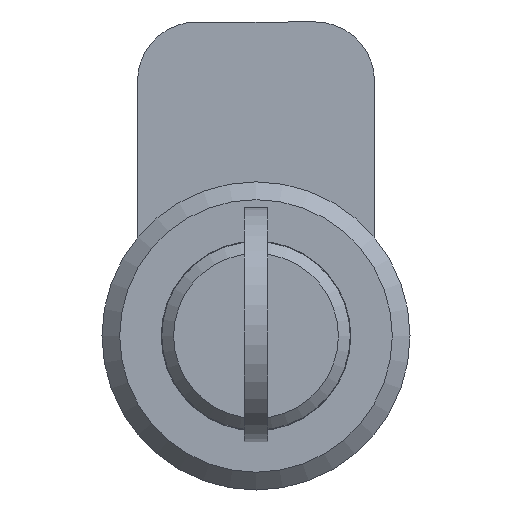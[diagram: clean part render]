
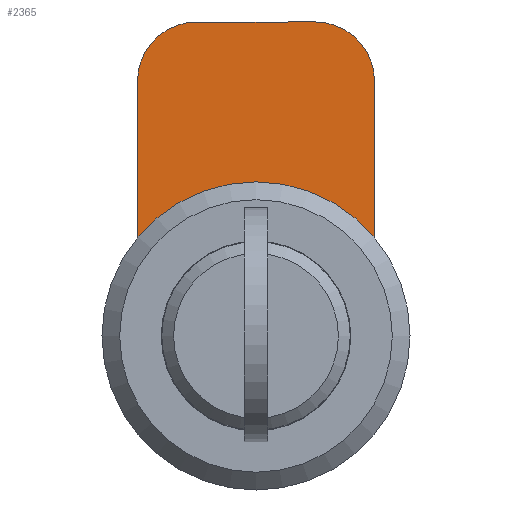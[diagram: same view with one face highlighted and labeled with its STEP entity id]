
A CAD part, front view. The second image highlights one B-rep face of the part: STEP entity #2365.
In plain terms, the highlighted planar face has unit normal (0, -1, 0).
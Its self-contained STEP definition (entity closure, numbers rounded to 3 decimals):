
#1984=CARTESIAN_POINT('',(4.678,-3.0,-2.532));
#1985=VERTEX_POINT('',#1984);
#1992=CARTESIAN_POINT('',(7.28,-3.0,-3.55));
#1993=VERTEX_POINT('',#1992);
#1994=CARTESIAN_POINT('',(5.78,-3.0,-3.55));
#1995=DIRECTION('',(0.0,1.0,0.0));
#1996=DIRECTION('',(-1.0,0.0,0.0));
#1997=AXIS2_PLACEMENT_3D('',#1994,#1995,#1996);
#1998=CIRCLE('',#1997,1.5);
#1999=EDGE_CURVE('',#1993,#1985,#1998,.T.);
#2024=CARTESIAN_POINT('',(4.678,-3.0,2.532));
#2025=VERTEX_POINT('',#2024);
#2032=CARTESIAN_POINT('',(8.99,-3.0,0.0));
#2033=DIRECTION('',(0.0,1.0,0.0));
#2034=DIRECTION('',(0.862,0.0,0.506));
#2035=AXIS2_PLACEMENT_3D('',#2032,#2033,#2034);
#2036=CIRCLE('',#2035,5.0);
#2037=EDGE_CURVE('',#1985,#2025,#2036,.T.);
#2057=CARTESIAN_POINT('',(7.28,-3.0,3.55));
#2058=VERTEX_POINT('',#2057);
#2065=CARTESIAN_POINT('',(5.78,-3.0,3.55));
#2066=DIRECTION('',(0.0,1.0,0.0));
#2067=DIRECTION('',(0.734,0.0,0.679));
#2068=AXIS2_PLACEMENT_3D('',#2065,#2066,#2067);
#2069=CIRCLE('',#2068,1.5);
#2070=EDGE_CURVE('',#2025,#2058,#2069,.T.);
#2187=CARTESIAN_POINT('',(10.7,-3.0,-3.55));
#2188=VERTEX_POINT('',#2187);
#2195=CARTESIAN_POINT('',(13.302,-3.0,-2.532));
#2196=VERTEX_POINT('',#2195);
#2197=CARTESIAN_POINT('',(12.2,-3.0,-3.55));
#2198=DIRECTION('',(0.0,1.0,0.0));
#2199=DIRECTION('',(1.0,0.0,0.0));
#2200=AXIS2_PLACEMENT_3D('',#2197,#2198,#2199);
#2201=CIRCLE('',#2200,1.5);
#2202=EDGE_CURVE('',#2196,#2188,#2201,.T.);
#2220=CARTESIAN_POINT('',(13.302,-3.0,2.532));
#2221=VERTEX_POINT('',#2220);
#2222=CARTESIAN_POINT('',(8.99,-3.0,0.0));
#2223=DIRECTION('',(0.0,1.0,0.0));
#2224=DIRECTION('',(-0.862,0.0,0.506));
#2225=AXIS2_PLACEMENT_3D('',#2222,#2223,#2224);
#2226=CIRCLE('',#2225,5.0);
#2227=EDGE_CURVE('',#2221,#2196,#2226,.T.);
#2245=CARTESIAN_POINT('',(10.7,-3.0,3.55));
#2246=VERTEX_POINT('',#2245);
#2247=CARTESIAN_POINT('',(12.2,-3.0,3.55));
#2248=DIRECTION('',(0.0,1.0,0.0));
#2249=DIRECTION('',(-0.734,0.0,0.679));
#2250=AXIS2_PLACEMENT_3D('',#2247,#2248,#2249);
#2251=CIRCLE('',#2250,1.5);
#2252=EDGE_CURVE('',#2246,#2221,#2251,.T.);
#2270=CARTESIAN_POINT('',(7.28,-3.0,3.55));
#2271=DIRECTION('',(1.0,0.0,0.0));
#2272=VECTOR('',#2271,3.42);
#2273=LINE('',#2270,#2272);
#2274=EDGE_CURVE('',#2058,#2246,#2273,.T.);
#2287=CARTESIAN_POINT('',(10.7,-3.0,-3.55));
#2288=DIRECTION('',(-1.0,0.0,0.0));
#2289=VECTOR('',#2288,3.42);
#2290=LINE('',#2287,#2289);
#2291=EDGE_CURVE('',#2188,#1993,#2290,.T.);
#2297=CARTESIAN_POINT('',(-0.916,-3.0,0.));
#2298=DIRECTION('',(0.0,1.0,0.0));
#2299=DIRECTION('',(0.0,0.0,1.0));
#2300=AXIS2_PLACEMENT_3D('',#2297,#2298,#2299);
#2301=PLANE('',#2300);
#2302=CARTESIAN_POINT('',(7.5,-3.0,10.));
#2303=VERTEX_POINT('',#2302);
#2304=CARTESIAN_POINT('',(7.5,-3.0,-10.));
#2305=VERTEX_POINT('',#2304);
#2306=CARTESIAN_POINT('',(7.5,-3.0,0.));
#2307=DIRECTION('',(0.0,1.0,0.0));
#2308=DIRECTION('',(-1.0,0.0,0.0));
#2309=AXIS2_PLACEMENT_3D('',#2306,#2307,#2308);
#2310=CIRCLE('',#2309,10.0);
#2311=EDGE_CURVE('',#2303,#2305,#2310,.T.);
#2312=ORIENTED_EDGE('',*,*,#2311,.F.);
#2313=CARTESIAN_POINT('',(-12.5,-3.0,10.));
#2314=VERTEX_POINT('',#2313);
#2315=CARTESIAN_POINT('',(-12.5,-3.0,10.));
#2316=DIRECTION('',(1.0,0.0,0.0));
#2317=VECTOR('',#2316,20.0);
#2318=LINE('',#2315,#2317);
#2319=EDGE_CURVE('',#2314,#2303,#2318,.T.);
#2320=ORIENTED_EDGE('',*,*,#2319,.F.);
#2321=CARTESIAN_POINT('',(-17.5,-3.0,5.));
#2322=VERTEX_POINT('',#2321);
#2323=CARTESIAN_POINT('',(-12.5,-3.0,5.));
#2324=DIRECTION('',(0.0,1.0,0.0));
#2325=DIRECTION('',(1.0,0.0,0.0));
#2326=AXIS2_PLACEMENT_3D('',#2323,#2324,#2325);
#2327=CIRCLE('',#2326,5.);
#2328=EDGE_CURVE('',#2322,#2314,#2327,.T.);
#2329=ORIENTED_EDGE('',*,*,#2328,.F.);
#2330=CARTESIAN_POINT('',(-17.5,-3.0,-5.));
#2331=VERTEX_POINT('',#2330);
#2332=CARTESIAN_POINT('',(-17.5,-3.0,-5.));
#2333=DIRECTION('',(0.0,0.0,1.0));
#2334=VECTOR('',#2333,10.);
#2335=LINE('',#2332,#2334);
#2336=EDGE_CURVE('',#2331,#2322,#2335,.T.);
#2337=ORIENTED_EDGE('',*,*,#2336,.F.);
#2338=CARTESIAN_POINT('',(-12.5,-3.0,-10.));
#2339=VERTEX_POINT('',#2338);
#2340=CARTESIAN_POINT('',(-12.5,-3.0,-5.));
#2341=DIRECTION('',(0.0,1.0,0.0));
#2342=DIRECTION('',(0.0,0.0,1.0));
#2343=AXIS2_PLACEMENT_3D('',#2340,#2341,#2342);
#2344=CIRCLE('',#2343,5.0);
#2345=EDGE_CURVE('',#2339,#2331,#2344,.T.);
#2346=ORIENTED_EDGE('',*,*,#2345,.F.);
#2347=CARTESIAN_POINT('',(7.5,-3.0,-10.));
#2348=DIRECTION('',(-1.0,0.0,0.0));
#2349=VECTOR('',#2348,20.);
#2350=LINE('',#2347,#2349);
#2351=EDGE_CURVE('',#2305,#2339,#2350,.T.);
#2352=ORIENTED_EDGE('',*,*,#2351,.F.);
#2353=EDGE_LOOP('',(#2312,#2320,#2329,#2337,#2346,#2352));
#2354=FACE_OUTER_BOUND('',#2353,.T.);
#2355=ORIENTED_EDGE('',*,*,#2274,.T.);
#2356=ORIENTED_EDGE('',*,*,#2252,.T.);
#2357=ORIENTED_EDGE('',*,*,#2227,.T.);
#2358=ORIENTED_EDGE('',*,*,#2202,.T.);
#2359=ORIENTED_EDGE('',*,*,#2291,.T.);
#2360=ORIENTED_EDGE('',*,*,#1999,.T.);
#2361=ORIENTED_EDGE('',*,*,#2037,.T.);
#2362=ORIENTED_EDGE('',*,*,#2070,.T.);
#2363=EDGE_LOOP('',(#2355,#2356,#2357,#2358,#2359,#2360,#2361,#2362));
#2364=FACE_BOUND('',#2363,.T.);
#2365=ADVANCED_FACE('',(#2354,#2364),#2301,.F.);
